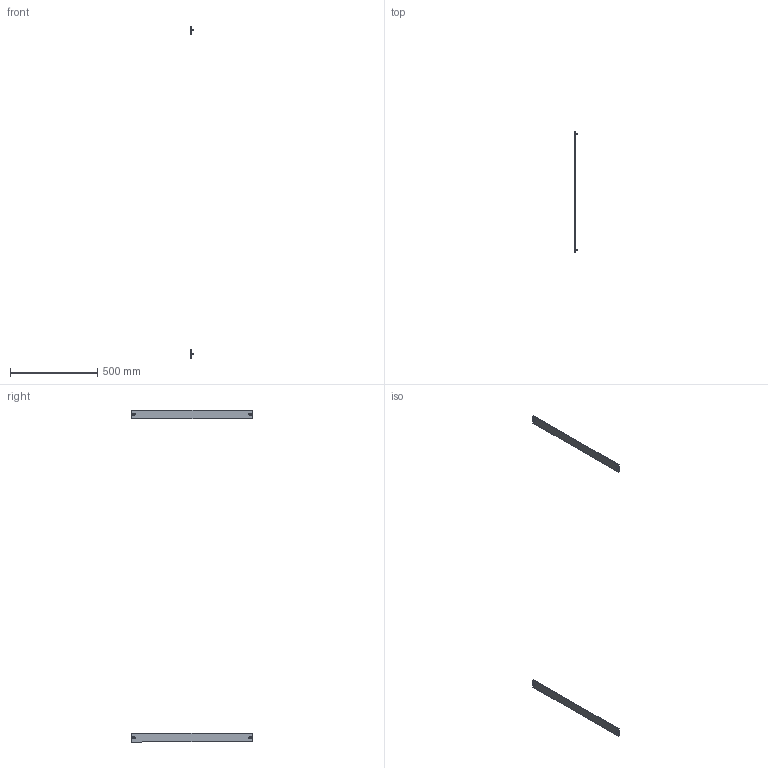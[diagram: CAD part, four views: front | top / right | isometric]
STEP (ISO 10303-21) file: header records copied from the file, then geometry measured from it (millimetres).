
FILE_DESCRIPTION (( 'STEP AP214' ), '1' );
FILE_NAME ('PPC860.STEP', '2025-05-15T19:08:37', ( '' ), ( '' ), 'SwSTEP 2.0', 'SolidWorks 2024', '' );
FILE_SCHEMA (( 'AUTOMOTIVE_DESIGN' ));
Length unit declared in the file: inch
Products named in the file (1): PPC860
Bounding box: 16 x 691 x 1899 mm (x, y, z)
Volume: 125592.8 mm3; surface area: 170833.3 mm2
Topology: 2 solids, 2 shells, 182 faces, 468 edges, 308 vertices
Faces by surface type: plane 86, cylinder 68, cone 20, torus 8
Full cylindrical faces by diameter (mm): 3.96 x4, 6 x4, 12 x4
Entity records: 5166 total; most frequent: DIRECTION 910, CARTESIAN_POINT 895, ORIENTED_EDGE 808, EDGE_CURVE 404, AXIS2_PLACEMENT_3D 331, VERTEX_POINT 284, LINE 248, VECTOR 248
